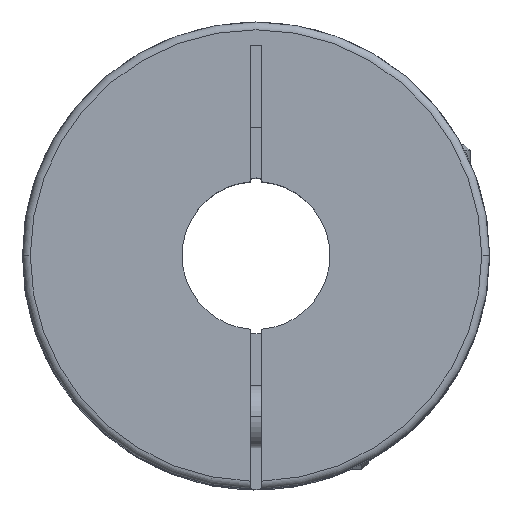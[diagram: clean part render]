
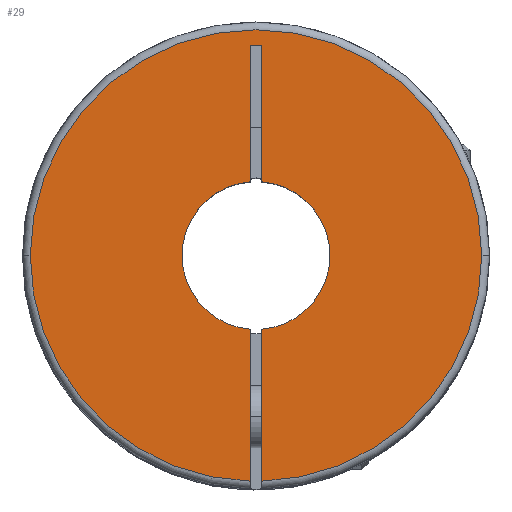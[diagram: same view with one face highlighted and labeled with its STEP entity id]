
A CAD part, top view. The second image highlights one B-rep face of the part: STEP entity #29.
In plain terms, the highlighted planar face has unit normal (0, 0, 1).
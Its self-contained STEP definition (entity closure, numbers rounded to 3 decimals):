
#15 = CARTESIAN_POINT ( 'NONE',  ( 0.75, -9.47, 0. ) ) ;
#29 = ADVANCED_FACE ( 'NONE', ( #772 ), #79, .F. ) ;
#46 = CIRCLE ( 'NONE', #3978, 9.5 ) ;
#51 = AXIS2_PLACEMENT_3D ( 'NONE', #2755, #158, #3551 ) ;
#79 = PLANE ( 'NONE',  #614 ) ;
#97 = DIRECTION ( 'NONE',  ( 0., -1., 0. ) ) ;
#113 = AXIS2_PLACEMENT_3D ( 'NONE', #1017, #1693, #1907 ) ;
#155 = EDGE_CURVE ( 'NONE', #3525, #637, #3858, .T. ) ;
#158 = DIRECTION ( 'NONE',  ( 0., 0., -1. ) ) ;
#175 = CARTESIAN_POINT ( 'NONE',  ( -29., 0., 0. ) ) ;
#181 = VECTOR ( 'NONE', #201, 1000. ) ;
#201 = DIRECTION ( 'NONE',  ( -1., 0., 0. ) ) ;
#224 = EDGE_CURVE ( 'NONE', #1299, #3503, #2671, .T. ) ;
#257 = VECTOR ( 'NONE', #3081, 1000. ) ;
#258 = LINE ( 'NONE', #2363, #181 ) ;
#299 = DIRECTION ( 'NONE',  ( 0., 0., -1. ) ) ;
#305 = CARTESIAN_POINT ( 'NONE',  ( 0.75, -30., 0. ) ) ;
#373 = AXIS2_PLACEMENT_3D ( 'NONE', #2729, #509, #546 ) ;
#386 = VERTEX_POINT ( 'NONE', #3707 ) ;
#494 = VECTOR ( 'NONE', #1786, 1000. ) ;
#509 = DIRECTION ( 'NONE',  ( 0., 0., -1. ) ) ;
#528 = CARTESIAN_POINT ( 'NONE',  ( 0.75, -28.99, 0. ) ) ;
#546 = DIRECTION ( 'NONE',  ( -1., 0., 0. ) ) ;
#559 = CARTESIAN_POINT ( 'NONE',  ( 0.75, -30., 0. ) ) ;
#614 = AXIS2_PLACEMENT_3D ( 'NONE', #1344, #2288, #97 ) ;
#615 = CARTESIAN_POINT ( 'NONE',  ( 0.75, 27., 0. ) ) ;
#637 = VERTEX_POINT ( 'NONE', #1533 ) ;
#677 = EDGE_LOOP ( 'NONE', ( #2281, #2113, #848, #4001, #3611, #3996, #2188, #2289, #2209, #3558, #1101 ) ) ;
#728 = CARTESIAN_POINT ( 'NONE',  ( -9.5, 0., 0. ) ) ;
#772 = FACE_OUTER_BOUND ( 'NONE', #677, .T. ) ;
#791 = CARTESIAN_POINT ( 'NONE',  ( 0., 0., 0. ) ) ;
#826 = CIRCLE ( 'NONE', #51, 29. ) ;
#848 = ORIENTED_EDGE ( 'NONE', *, *, #3166, .T. ) ;
#1017 = CARTESIAN_POINT ( 'NONE',  ( 0., 0., 0. ) ) ;
#1101 = ORIENTED_EDGE ( 'NONE', *, *, #1249, .F. ) ;
#1249 = EDGE_CURVE ( 'NONE', #1440, #3882, #3339, .T. ) ;
#1284 = EDGE_CURVE ( 'NONE', #3755, #3955, #258, .T. ) ;
#1299 = VERTEX_POINT ( 'NONE', #528 ) ;
#1332 = EDGE_CURVE ( 'NONE', #637, #1440, #826, .T. ) ;
#1344 = CARTESIAN_POINT ( 'NONE',  ( 0., 0., 0. ) ) ;
#1353 = CIRCLE ( 'NONE', #3612, 29. ) ;
#1354 = EDGE_CURVE ( 'NONE', #3955, #3821, #2118, .T. ) ;
#1362 = CARTESIAN_POINT ( 'NONE',  ( -0.75, -9.47, 0. ) ) ;
#1367 = EDGE_CURVE ( 'NONE', #386, #3503, #3594, .T. ) ;
#1434 = CARTESIAN_POINT ( 'NONE',  ( -0.75, 27., 0. ) ) ;
#1440 = VERTEX_POINT ( 'NONE', #175 ) ;
#1533 = CARTESIAN_POINT ( 'NONE',  ( -0.75, -28.99, 0. ) ) ;
#1582 = VECTOR ( 'NONE', #1733, 1000. ) ;
#1594 = EDGE_CURVE ( 'NONE', #3070, #3821, #46, .T. ) ;
#1693 = DIRECTION ( 'NONE',  ( 0., 0., -1. ) ) ;
#1733 = DIRECTION ( 'NONE',  ( 0., -1., 0. ) ) ;
#1786 = DIRECTION ( 'NONE',  ( 0., 1., 0. ) ) ;
#1798 = CARTESIAN_POINT ( 'NONE',  ( -0.75, 27., 0. ) ) ;
#1907 = DIRECTION ( 'NONE',  ( -1., 0., 0. ) ) ;
#2113 = ORIENTED_EDGE ( 'NONE', *, *, #155, .F. ) ;
#2118 = LINE ( 'NONE', #3357, #3982 ) ;
#2188 = ORIENTED_EDGE ( 'NONE', *, *, #3834, .F. ) ;
#2189 = CIRCLE ( 'NONE', #2386, 9.5 ) ;
#2209 = ORIENTED_EDGE ( 'NONE', *, *, #224, .F. ) ;
#2250 = LINE ( 'NONE', #305, #257 ) ;
#2281 = ORIENTED_EDGE ( 'NONE', *, *, #1332, .F. ) ;
#2288 = DIRECTION ( 'NONE',  ( 0., 0., -1. ) ) ;
#2289 = ORIENTED_EDGE ( 'NONE', *, *, #1367, .T. ) ;
#2363 = CARTESIAN_POINT ( 'NONE',  ( 0.75, 27., 0. ) ) ;
#2386 = AXIS2_PLACEMENT_3D ( 'NONE', #791, #299, #3678 ) ;
#2475 = CARTESIAN_POINT ( 'NONE',  ( -0.75, 9.47, 0. ) ) ;
#2664 = CARTESIAN_POINT ( 'NONE',  ( 29., 0., 0. ) ) ;
#2671 = LINE ( 'NONE', #559, #494 ) ;
#2729 = CARTESIAN_POINT ( 'NONE',  ( 0., 0., 0. ) ) ;
#2755 = CARTESIAN_POINT ( 'NONE',  ( 0., 0., 0. ) ) ;
#2905 = DIRECTION ( 'NONE',  ( -1., 0., 0. ) ) ;
#3026 = CARTESIAN_POINT ( 'NONE',  ( 0., 0., 0. ) ) ;
#3070 = VERTEX_POINT ( 'NONE', #728 ) ;
#3081 = DIRECTION ( 'NONE',  ( 0., 1., 0. ) ) ;
#3166 = EDGE_CURVE ( 'NONE', #3525, #3070, #2189, .T. ) ;
#3184 = CARTESIAN_POINT ( 'NONE',  ( 0., 0., 0. ) ) ;
#3339 = CIRCLE ( 'NONE', #373, 29. ) ;
#3357 = CARTESIAN_POINT ( 'NONE',  ( -0.75, 27., 0. ) ) ;
#3503 = VERTEX_POINT ( 'NONE', #15 ) ;
#3506 = DIRECTION ( 'NONE',  ( 0., -1., 0. ) ) ;
#3525 = VERTEX_POINT ( 'NONE', #1362 ) ;
#3551 = DIRECTION ( 'NONE',  ( -1., 0., 0. ) ) ;
#3558 = ORIENTED_EDGE ( 'NONE', *, *, #3881, .F. ) ;
#3594 = CIRCLE ( 'NONE', #113, 9.5 ) ;
#3611 = ORIENTED_EDGE ( 'NONE', *, *, #1354, .F. ) ;
#3612 = AXIS2_PLACEMENT_3D ( 'NONE', #3184, #3867, #2905 ) ;
#3637 = DIRECTION ( 'NONE',  ( 0., 0., -1. ) ) ;
#3678 = DIRECTION ( 'NONE',  ( -1., 0., 0. ) ) ;
#3680 = DIRECTION ( 'NONE',  ( -1., 0., 0. ) ) ;
#3707 = CARTESIAN_POINT ( 'NONE',  ( 0.75, 9.47, 0. ) ) ;
#3755 = VERTEX_POINT ( 'NONE', #615 ) ;
#3821 = VERTEX_POINT ( 'NONE', #2475 ) ;
#3834 = EDGE_CURVE ( 'NONE', #386, #3755, #2250, .T. ) ;
#3858 = LINE ( 'NONE', #1434, #1582 ) ;
#3867 = DIRECTION ( 'NONE',  ( 0., 0., -1. ) ) ;
#3881 = EDGE_CURVE ( 'NONE', #3882, #1299, #1353, .T. ) ;
#3882 = VERTEX_POINT ( 'NONE', #2664 ) ;
#3955 = VERTEX_POINT ( 'NONE', #1798 ) ;
#3978 = AXIS2_PLACEMENT_3D ( 'NONE', #3026, #3637, #3680 ) ;
#3982 = VECTOR ( 'NONE', #3506, 1000. ) ;
#3996 = ORIENTED_EDGE ( 'NONE', *, *, #1284, .F. ) ;
#4001 = ORIENTED_EDGE ( 'NONE', *, *, #1594, .T. ) ;
